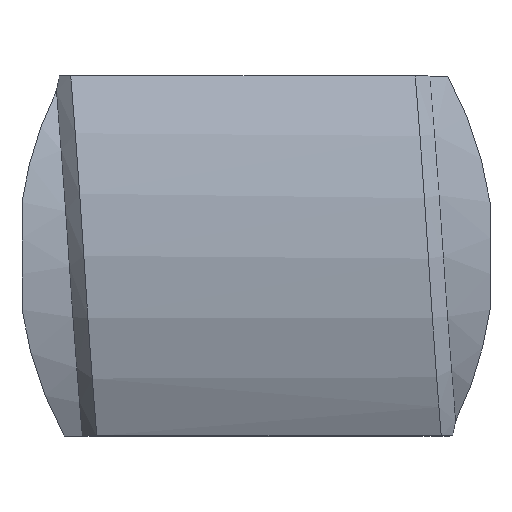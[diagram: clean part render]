
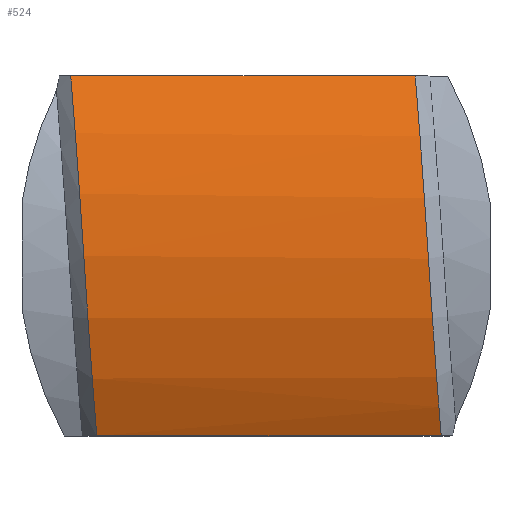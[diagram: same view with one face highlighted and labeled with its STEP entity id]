
A CAD part, top view. The second image highlights one B-rep face of the part: STEP entity #524.
In plain terms, the highlighted cylindrical face has radius 13 mm (diameter 26 mm), a partial arc.
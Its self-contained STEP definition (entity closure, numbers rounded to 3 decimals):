
#524 = ADVANCED_FACE( '', ( #616 ), #617, .T. );
#616 = FACE_OUTER_BOUND( '', #667, .T. );
#617 = CYLINDRICAL_SURFACE( '', #668, 13. );
#637 = EDGE_CURVE( '', #701, #698, #702, .T. );
#652 = EDGE_CURVE( '', #724, #725, #726, .T. );
#667 = EDGE_LOOP( '', ( #742, #743, #744, #745 ) );
#668 = AXIS2_PLACEMENT_3D( '', #746, #747, #748 );
#698 = VERTEX_POINT( '', #807 );
#701 = VERTEX_POINT( '', #822 );
#702 = B_SPLINE_CURVE_WITH_KNOTS( '', 3, ( #823, #824, #825, #826, #827, #828, #829, #830, #831, #832, #833, #834, #835, #836, #837, #838, #839, #840, #841, #842, #843 ), .UNSPECIFIED., .F., .F., ( 4, 1, 1, 1, 1, 1, 1, 1, 1, 1, 1, 1, 1, 1, 1, 1, 1, 1, 4 ), ( 0.001, 0.03, 0.059, 0.089, 0.118, 0.147, 0.176, 0.205, 0.234, 0.263, 0.292, 0.418, 0.545, 0.677, 0.808, 0.856, 0.904, 0.951, 0.999 ), .UNSPECIFIED. );
#724 = VERTEX_POINT( '', #895 );
#725 = VERTEX_POINT( '', #896 );
#726 = ( BOUNDED_CURVE(  )B_SPLINE_CURVE( 2, ( #899, #900, #901, #902, #903 ), .UNSPECIFIED., .F., .F. )B_SPLINE_CURVE_WITH_KNOTS( ( 3, 2, 3 ), ( 0.001, 0.5, 0.999 ), .UNSPECIFIED. )CURVE(  )GEOMETRIC_REPRESENTATION_ITEM(  )RATIONAL_B_SPLINE_CURVE( ( 0.933, 0.938, 1., 0.938, 0.933 ) )REPRESENTATION_ITEM( '' ) );
#742 = ORIENTED_EDGE( '', *, *, #963, .T. );
#743 = ORIENTED_EDGE( '', *, *, #637, .T. );
#744 = ORIENTED_EDGE( '', *, *, #964, .F. );
#745 = ORIENTED_EDGE( '', *, *, #652, .F. );
#746 = CARTESIAN_POINT( '', ( 20.198, 0., 0. ) );
#747 = DIRECTION( '', ( 1., 0., 0. ) );
#748 = DIRECTION( '', ( 0., 0., 1. ) );
#807 = CARTESIAN_POINT( '', ( -5.308, -6., 11.533 ) );
#822 = CARTESIAN_POINT( '', ( -6.175, 6., 11.533 ) );
#823 = CARTESIAN_POINT( '', ( -6.175, 6., 11.533 ) );
#824 = CARTESIAN_POINT( '', ( -6.166, 5.892, 11.588 ) );
#825 = CARTESIAN_POINT( '', ( -6.148, 5.677, 11.697 ) );
#826 = CARTESIAN_POINT( '', ( -6.122, 5.348, 11.851 ) );
#827 = CARTESIAN_POINT( '', ( -6.095, 5.015, 11.996 ) );
#828 = CARTESIAN_POINT( '', ( -6.069, 4.678, 12.131 ) );
#829 = CARTESIAN_POINT( '', ( -6.043, 4.337, 12.257 ) );
#830 = CARTESIAN_POINT( '', ( -6.017, 3.994, 12.373 ) );
#831 = CARTESIAN_POINT( '', ( -5.991, 3.647, 12.48 ) );
#832 = CARTESIAN_POINT( '', ( -5.966, 3.297, 12.577 ) );
#833 = CARTESIAN_POINT( '', ( -5.94, 2.944, 12.664 ) );
#834 = CARTESIAN_POINT( '', ( -5.887, 2.193, 12.828 ) );
#835 = CARTESIAN_POINT( '', ( -5.806, 1.026, 12.992 ) );
#836 = CARTESIAN_POINT( '', ( -5.705, -0.582, 13.02 ) );
#837 = CARTESIAN_POINT( '', ( -5.597, -2.201, 12.848 ) );
#838 = CARTESIAN_POINT( '', ( -5.506, -3.466, 12.547 ) );
#839 = CARTESIAN_POINT( '', ( -5.438, -4.364, 12.25 ) );
#840 = CARTESIAN_POINT( '', ( -5.395, -4.921, 12.037 ) );
#841 = CARTESIAN_POINT( '', ( -5.352, -5.468, 11.801 ) );
#842 = CARTESIAN_POINT( '', ( -5.323, -5.823, 11.622 ) );
#843 = CARTESIAN_POINT( '', ( -5.308, -6., 11.533 ) );
#895 = CARTESIAN_POINT( '', ( 5.308, 6., 11.533 ) );
#896 = CARTESIAN_POINT( '', ( 6.175, -6., 11.533 ) );
#899 = CARTESIAN_POINT( '', ( 5.308, 6., 11.533 ) );
#900 = CARTESIAN_POINT( '', ( 5.54, 3.179, 13. ) );
#901 = CARTESIAN_POINT( '', ( 5.741, 0., 13. ) );
#902 = CARTESIAN_POINT( '', ( 5.943, -3.179, 13. ) );
#903 = CARTESIAN_POINT( '', ( 6.175, -6., 11.533 ) );
#963 = EDGE_CURVE( '', #724, #701, #1009, .T. );
#964 = EDGE_CURVE( '', #725, #698, #1010, .T. );
#1009 = LINE( '', #1011, #1012 );
#1010 = LINE( '', #1013, #1014 );
#1011 = CARTESIAN_POINT( '', ( 20.198, 6., 11.533 ) );
#1012 = VECTOR( '', #1015, 1000. );
#1013 = CARTESIAN_POINT( '', ( 20.198, -6., 11.533 ) );
#1014 = VECTOR( '', #1016, 1000. );
#1015 = DIRECTION( '', ( -1., 0., 0. ) );
#1016 = DIRECTION( '', ( -1., 0., 0. ) );
